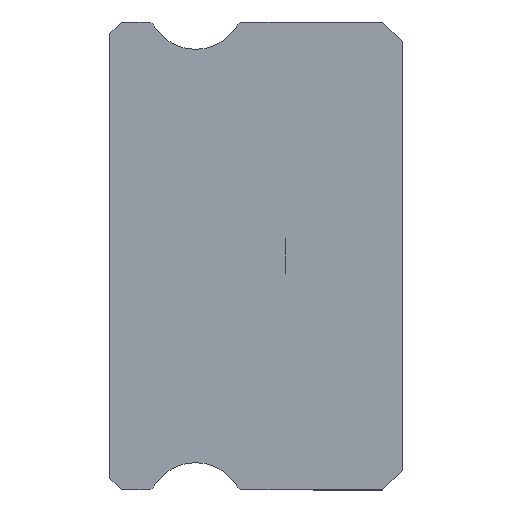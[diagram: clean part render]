
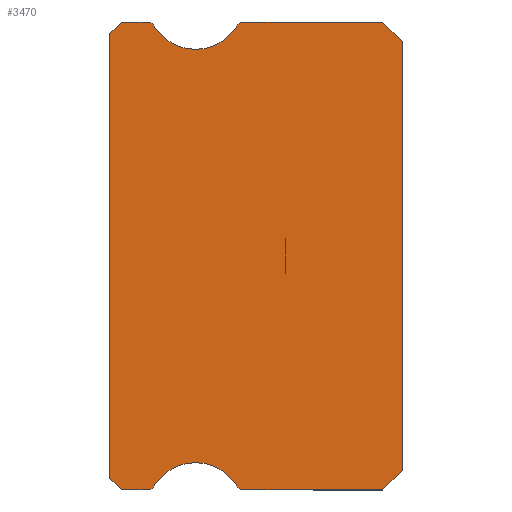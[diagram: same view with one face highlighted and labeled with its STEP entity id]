
A CAD part, left-side view. The second image highlights one B-rep face of the part: STEP entity #3470.
In plain terms, the highlighted planar face has unit normal (-1, 0, 0).
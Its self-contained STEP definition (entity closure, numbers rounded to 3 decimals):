
#119 = LINE ( 'NONE', #2852, #3508 ) ;
#148 = EDGE_CURVE ( 'NONE', #3794, #1615, #2632, .T. ) ;
#161 = CARTESIAN_POINT ( 'NONE',  ( -5., 6.512, 6. ) ) ;
#211 = DIRECTION ( 'NONE',  ( 0., 0.707, -0.707 ) ) ;
#241 = LINE ( 'NONE', #2997, #1986 ) ;
#280 = EDGE_LOOP ( 'NONE', ( #1239, #2201, #857, #358, #1484, #3849, #1892, #3805, #530, #2079, #1259, #791, #1751, #3300, #2428, #1145, #2936 ) ) ;
#305 = DIRECTION ( 'NONE',  ( 1., 0., 0. ) ) ;
#334 = CIRCLE ( 'NONE', #1336, 1.25 ) ;
#345 = EDGE_CURVE ( 'NONE', #2643, #1855, #1782, .T. ) ;
#358 = ORIENTED_EDGE ( 'NONE', *, *, #1829, .T. ) ;
#371 = CARTESIAN_POINT ( 'NONE',  ( -5., 4.088, -6. ) ) ;
#385 = DIRECTION ( 'NONE',  ( 0., 0., -1. ) ) ;
#436 = LINE ( 'NONE', #1958, #881 ) ;
#485 = DIRECTION ( 'NONE',  ( 0., 1., 0. ) ) ;
#487 = EDGE_CURVE ( 'NONE', #3905, #3794, #781, .T. ) ;
#497 = DIRECTION ( 'NONE',  ( 0., -0.707, -0.707 ) ) ;
#526 = DIRECTION ( 'NONE',  ( 1., 0., 0. ) ) ;
#530 = ORIENTED_EDGE ( 'NONE', *, *, #597, .F. ) ;
#553 = CARTESIAN_POINT ( 'NONE',  ( -5., 6.512, -6. ) ) ;
#584 = CIRCLE ( 'NONE', #1405, 0.15 ) ;
#597 = EDGE_CURVE ( 'NONE', #1609, #1822, #2418, .T. ) ;
#599 = EDGE_CURVE ( 'NONE', #3134, #3868, #2921, .T. ) ;
#664 = DIRECTION ( 'NONE',  ( -1., 0., 0. ) ) ;
#781 = LINE ( 'NONE', #3795, #3552 ) ;
#791 = ORIENTED_EDGE ( 'NONE', *, *, #1783, .F. ) ;
#793 = FACE_OUTER_BOUND ( 'NONE', #280, .T. ) ;
#848 = DIRECTION ( 'NONE',  ( 0., 0., 1. ) ) ;
#857 = ORIENTED_EDGE ( 'NONE', *, *, #2184, .T. ) ;
#881 = VECTOR ( 'NONE', #1304, 1000. ) ;
#1105 = VERTEX_POINT ( 'NONE', #1312 ) ;
#1112 = PLANE ( 'NONE',  #2721 ) ;
#1123 = CARTESIAN_POINT ( 'NONE',  ( -5., 4.217, 5.925 ) ) ;
#1145 = ORIENTED_EDGE ( 'NONE', *, *, #1422, .F. ) ;
#1157 = DIRECTION ( 'NONE',  ( 0., 0., -1. ) ) ;
#1218 = VECTOR ( 'NONE', #497, 1000. ) ;
#1239 = ORIENTED_EDGE ( 'NONE', *, *, #148, .T. ) ;
#1259 = ORIENTED_EDGE ( 'NONE', *, *, #2788, .F. ) ;
#1304 = DIRECTION ( 'NONE',  ( 0., 0., 1. ) ) ;
#1311 = CARTESIAN_POINT ( 'NONE',  ( -5., 5.3, 6.55 ) ) ;
#1312 = CARTESIAN_POINT ( 'NONE',  ( -5., 7.2, -6. ) ) ;
#1336 = AXIS2_PLACEMENT_3D ( 'NONE', #1311, #2577, #1632 ) ;
#1353 = CARTESIAN_POINT ( 'NONE',  ( -5., 6.383, 5.925 ) ) ;
#1355 = DIRECTION ( 'NONE',  ( 0., -1., 0. ) ) ;
#1368 = CARTESIAN_POINT ( 'NONE',  ( -5., 7.5, 5.7 ) ) ;
#1370 = VERTEX_POINT ( 'NONE', #2967 ) ;
#1392 = EDGE_CURVE ( 'NONE', #3868, #2974, #2412, .T. ) ;
#1400 = AXIS2_PLACEMENT_3D ( 'NONE', #2785, #664, #385 ) ;
#1405 = AXIS2_PLACEMENT_3D ( 'NONE', #3267, #2107, #3327 ) ;
#1408 = DIRECTION ( 'NONE',  ( -1., 0., 0. ) ) ;
#1422 = EDGE_CURVE ( 'NONE', #3905, #2880, #2735, .T. ) ;
#1429 = CARTESIAN_POINT ( 'NONE',  ( -5., 7.5, 5.7 ) ) ;
#1440 = DIRECTION ( 'NONE',  ( 1., 0., 0. ) ) ;
#1484 = ORIENTED_EDGE ( 'NONE', *, *, #3885, .F. ) ;
#1485 = CARTESIAN_POINT ( 'NONE',  ( -5., 4.088, 6. ) ) ;
#1609 = VERTEX_POINT ( 'NONE', #2609 ) ;
#1615 = VERTEX_POINT ( 'NONE', #1368 ) ;
#1632 = DIRECTION ( 'NONE',  ( 0., 0., -1. ) ) ;
#1653 = CARTESIAN_POINT ( 'NONE',  ( -5., 0.5, 6. ) ) ;
#1667 = LINE ( 'NONE', #3834, #1218 ) ;
#1699 = VECTOR ( 'NONE', #3067, 1000. ) ;
#1742 = DIRECTION ( 'NONE',  ( 0., 0., -1. ) ) ;
#1751 = ORIENTED_EDGE ( 'NONE', *, *, #1392, .F. ) ;
#1763 = VERTEX_POINT ( 'NONE', #371 ) ;
#1768 = CARTESIAN_POINT ( 'NONE',  ( -5., 6.512, 5.85 ) ) ;
#1782 = CIRCLE ( 'NONE', #1400, 1.25 ) ;
#1783 = EDGE_CURVE ( 'NONE', #2974, #3652, #1933, .T. ) ;
#1822 = VERTEX_POINT ( 'NONE', #2193 ) ;
#1829 = EDGE_CURVE ( 'NONE', #1105, #2316, #119, .T. ) ;
#1842 = AXIS2_PLACEMENT_3D ( 'NONE', #2714, #1408, #3034 ) ;
#1855 = VERTEX_POINT ( 'NONE', #3705 ) ;
#1862 = EDGE_CURVE ( 'NONE', #2880, #3134, #334, .T. ) ;
#1892 = ORIENTED_EDGE ( 'NONE', *, *, #1957, .F. ) ;
#1901 = AXIS2_PLACEMENT_3D ( 'NONE', #3573, #3893, #2638 ) ;
#1933 = LINE ( 'NONE', #161, #2993 ) ;
#1957 = EDGE_CURVE ( 'NONE', #1763, #2643, #584, .T. ) ;
#1958 = CARTESIAN_POINT ( 'NONE',  ( -5., 7.5, 5.85 ) ) ;
#1973 = DIRECTION ( 'NONE',  ( 0., -1., 0. ) ) ;
#1986 = VECTOR ( 'NONE', #848, 1000. ) ;
#2000 = CARTESIAN_POINT ( 'NONE',  ( -5., 7.2, 6. ) ) ;
#2079 = ORIENTED_EDGE ( 'NONE', *, *, #2343, .T. ) ;
#2107 = DIRECTION ( 'NONE',  ( 1., 0., 0. ) ) ;
#2184 = EDGE_CURVE ( 'NONE', #3506, #1105, #1667, .T. ) ;
#2193 = CARTESIAN_POINT ( 'NONE',  ( -5., 0.5, -6. ) ) ;
#2201 = ORIENTED_EDGE ( 'NONE', *, *, #3733, .F. ) ;
#2204 = CARTESIAN_POINT ( 'NONE',  ( -5., 6.512, -6. ) ) ;
#2228 = AXIS2_PLACEMENT_3D ( 'NONE', #3902, #526, #1157 ) ;
#2316 = VERTEX_POINT ( 'NONE', #553 ) ;
#2343 = EDGE_CURVE ( 'NONE', #1609, #1370, #241, .T. ) ;
#2412 = CIRCLE ( 'NONE', #2228, 0.15 ) ;
#2418 = LINE ( 'NONE', #2924, #2608 ) ;
#2428 = ORIENTED_EDGE ( 'NONE', *, *, #1862, .F. ) ;
#2505 = LINE ( 'NONE', #2204, #1699 ) ;
#2552 = VECTOR ( 'NONE', #3330, 1000. ) ;
#2577 = DIRECTION ( 'NONE',  ( -1., 0., 0. ) ) ;
#2608 = VECTOR ( 'NONE', #211, 1000. ) ;
#2609 = CARTESIAN_POINT ( 'NONE',  ( -5., 0., -5.5 ) ) ;
#2632 = LINE ( 'NONE', #1429, #2552 ) ;
#2638 = DIRECTION ( 'NONE',  ( 0., 0., -1. ) ) ;
#2642 = CARTESIAN_POINT ( 'NONE',  ( -5., 6.512, 5.85 ) ) ;
#2643 = VERTEX_POINT ( 'NONE', #2752 ) ;
#2714 = CARTESIAN_POINT ( 'NONE',  ( -5., 5.3, 6.55 ) ) ;
#2721 = AXIS2_PLACEMENT_3D ( 'NONE', #2642, #1440, #1742 ) ;
#2735 = CIRCLE ( 'NONE', #3189, 0.15 ) ;
#2752 = CARTESIAN_POINT ( 'NONE',  ( -5., 4.217, -5.925 ) ) ;
#2785 = CARTESIAN_POINT ( 'NONE',  ( -5., 5.3, -6.55 ) ) ;
#2788 = EDGE_CURVE ( 'NONE', #3652, #1370, #3766, .T. ) ;
#2852 = CARTESIAN_POINT ( 'NONE',  ( -5., 6.512, -6. ) ) ;
#2880 = VERTEX_POINT ( 'NONE', #1353 ) ;
#2921 = CIRCLE ( 'NONE', #1842, 1.25 ) ;
#2924 = CARTESIAN_POINT ( 'NONE',  ( -5., 0., -5.5 ) ) ;
#2936 = ORIENTED_EDGE ( 'NONE', *, *, #487, .T. ) ;
#2967 = CARTESIAN_POINT ( 'NONE',  ( -5., 0., 5.5 ) ) ;
#2971 = VECTOR ( 'NONE', #3214, 1000. ) ;
#2974 = VERTEX_POINT ( 'NONE', #1485 ) ;
#2988 = DIRECTION ( 'NONE',  ( 0., 0., -1. ) ) ;
#2993 = VECTOR ( 'NONE', #1973, 1000. ) ;
#2997 = CARTESIAN_POINT ( 'NONE',  ( -5., 0., 5.5 ) ) ;
#3034 = DIRECTION ( 'NONE',  ( 0., 0., -1. ) ) ;
#3067 = DIRECTION ( 'NONE',  ( 0., 1., 0. ) ) ;
#3134 = VERTEX_POINT ( 'NONE', #3387 ) ;
#3176 = EDGE_CURVE ( 'NONE', #1822, #1763, #2505, .T. ) ;
#3189 = AXIS2_PLACEMENT_3D ( 'NONE', #1768, #305, #2988 ) ;
#3214 = DIRECTION ( 'NONE',  ( 0., -0.707, -0.707 ) ) ;
#3267 = CARTESIAN_POINT ( 'NONE',  ( -5., 4.088, -5.85 ) ) ;
#3300 = ORIENTED_EDGE ( 'NONE', *, *, #599, .F. ) ;
#3327 = DIRECTION ( 'NONE',  ( 0., 0., -1. ) ) ;
#3330 = DIRECTION ( 'NONE',  ( 0., 0.707, -0.707 ) ) ;
#3387 = CARTESIAN_POINT ( 'NONE',  ( -5., 5.3, 5.3 ) ) ;
#3470 = ADVANCED_FACE ( 'NONE', ( #793 ), #1112, .F. ) ;
#3506 = VERTEX_POINT ( 'NONE', #3837 ) ;
#3508 = VECTOR ( 'NONE', #1355, 1000. ) ;
#3552 = VECTOR ( 'NONE', #485, 1000. ) ;
#3573 = CARTESIAN_POINT ( 'NONE',  ( -5., 6.512, -5.85 ) ) ;
#3612 = CARTESIAN_POINT ( 'NONE',  ( -5., 0.5, 6. ) ) ;
#3616 = CIRCLE ( 'NONE', #1901, 0.15 ) ;
#3652 = VERTEX_POINT ( 'NONE', #3612 ) ;
#3703 = CARTESIAN_POINT ( 'NONE',  ( -5., 6.512, 6. ) ) ;
#3705 = CARTESIAN_POINT ( 'NONE',  ( -5., 6.383, -5.925 ) ) ;
#3733 = EDGE_CURVE ( 'NONE', #3506, #1615, #436, .T. ) ;
#3766 = LINE ( 'NONE', #1653, #2971 ) ;
#3794 = VERTEX_POINT ( 'NONE', #2000 ) ;
#3795 = CARTESIAN_POINT ( 'NONE',  ( -5., 7.2, 6. ) ) ;
#3805 = ORIENTED_EDGE ( 'NONE', *, *, #3176, .F. ) ;
#3834 = CARTESIAN_POINT ( 'NONE',  ( -5., 7.2, -6. ) ) ;
#3837 = CARTESIAN_POINT ( 'NONE',  ( -5., 7.5, -5.7 ) ) ;
#3849 = ORIENTED_EDGE ( 'NONE', *, *, #345, .F. ) ;
#3868 = VERTEX_POINT ( 'NONE', #1123 ) ;
#3885 = EDGE_CURVE ( 'NONE', #1855, #2316, #3616, .T. ) ;
#3893 = DIRECTION ( 'NONE',  ( 1., 0., 0. ) ) ;
#3902 = CARTESIAN_POINT ( 'NONE',  ( -5., 4.088, 5.85 ) ) ;
#3905 = VERTEX_POINT ( 'NONE', #3703 ) ;
